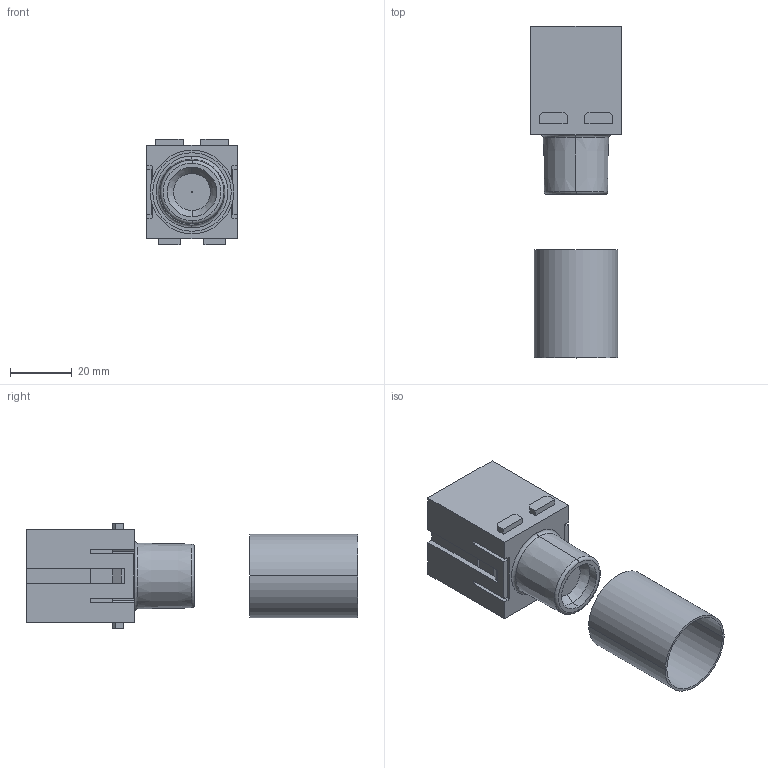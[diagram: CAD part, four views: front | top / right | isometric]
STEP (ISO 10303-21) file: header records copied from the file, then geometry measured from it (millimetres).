
FILE_DESCRIPTION((''),'2;1');
FILE_NAME('3D_1290010110101_H2MK-001_1-M_2','2017-06-06T',('tl.yang'),(''),'PRO/ENGINEER BY PARAMETRIC TECHNOLOGY CORPORATION, 2011500','PRO/ENGINEER BY PARAMETRIC TECHNOLOGY CORPORATION, 2011500','');
FILE_SCHEMA(('CONFIG_CONTROL_DESIGN'));
Length unit declared in the file: millimetre
Products named in the file (1): 3D_1290010110101_H2MK-001_1-M_2
Bounding box: 29.35 x 107.4 x 34.2 mm (x, y, z)
Volume: 25625.4 mm3; surface area: 22922.6 mm2
Topology: 2 solids, 3 shells, 420 faces, 1278 edges, 849 vertices
Faces by surface type: plane 210, cylinder 110, cone 60, torus 22, bspline 18
Entity records: 15490 total; most frequent: CARTESIAN_POINT 3819, ORIENTED_EDGE 2552, DIRECTION 2406, EDGE_CURVE 1276, AXIS2_PLACEMENT_3D 868, VERTEX_POINT 849, VECTOR 670, LINE 670
